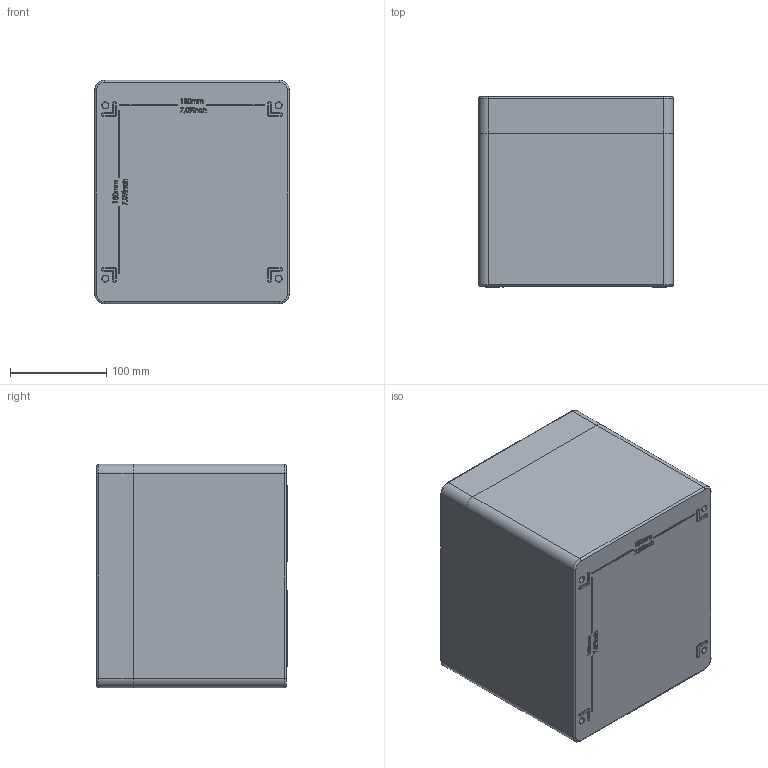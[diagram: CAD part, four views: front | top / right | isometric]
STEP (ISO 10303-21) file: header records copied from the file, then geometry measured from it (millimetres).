
FILE_DESCRIPTION (( 'STEP AP214' ), '1' );
FILE_NAME ('13110000.STEP', '2016-03-16T15:06:08', ( 'Macha' ), ( 'Hewlett-Packard Company' ), 'SwSTEP 2.0', 'SolidWorks 2015', '' );
FILE_SCHEMA (( 'AUTOMOTIVE_DESIGN' ));
Length unit declared in the file: millimetre
Products named in the file (7): 83111; 93117; 08060_Bearbeitung nach Zeichng. 13-2-080600-01-0; 03601; 13110000; 99999; 93261
Assembly tree (12 placements, depth 2):
  13110000
    03601
    08060_Bearbeitung nach Zeichng. 13-2-080600-01-0
    93117
    83111  x4
    93261  x4
    99999
Bounding box: 202 x 198 x 232 mm (x, y, z)
Volume: 1505745.8 mm3; surface area: 494354.2 mm2
Topology: 13 solids, 13 shells, 2700 faces, 6205 edges, 3348 vertices
Faces by surface type: bspline 853, cylinder 698, plane 599, torus 208, cone 196, sphere 146
Entity records: 113866 total; most frequent: CARTESIAN_POINT 63574, ORIENTED_EDGE 11320, DIRECTION 8934, EDGE_CURVE 5660, AXIS2_PLACEMENT_3D 3451, VERTEX_POINT 3213, EDGE_LOOP 2717, ADVANCED_FACE 2580
